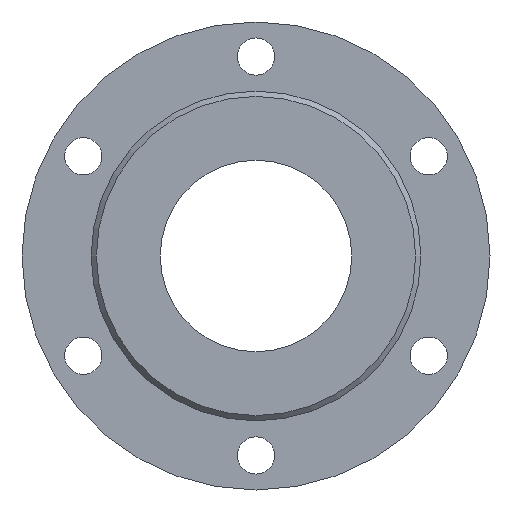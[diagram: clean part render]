
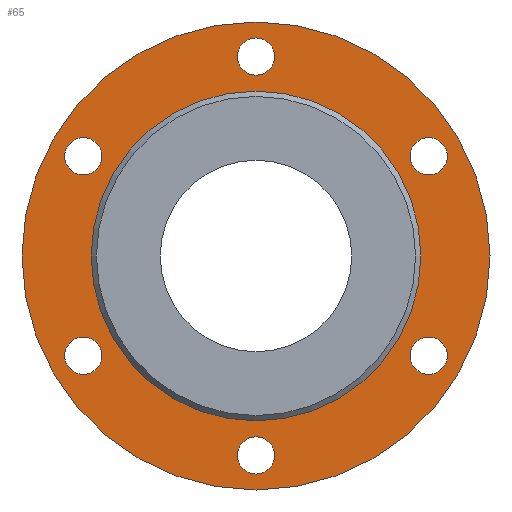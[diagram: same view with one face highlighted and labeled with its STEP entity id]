
A CAD part, front view. The second image highlights one B-rep face of the part: STEP entity #65.
In plain terms, the highlighted planar face has unit normal (0, -1, 0).
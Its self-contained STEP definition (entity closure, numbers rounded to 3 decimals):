
#57=PLANE('',#310);
#65=ADVANCED_FACE('',(#94,#95,#96,#97,#98,#99,#100,#101),#57,.T.);
#94=FACE_BOUND('',#140,.T.);
#95=FACE_BOUND('',#141,.T.);
#96=FACE_BOUND('',#142,.T.);
#97=FACE_BOUND('',#143,.T.);
#98=FACE_BOUND('',#144,.T.);
#99=FACE_BOUND('',#145,.T.);
#100=FACE_BOUND('',#146,.T.);
#101=FACE_BOUND('',#147,.T.);
#140=EDGE_LOOP('',(#186));
#141=EDGE_LOOP('',(#187));
#142=EDGE_LOOP('',(#188));
#143=EDGE_LOOP('',(#189));
#144=EDGE_LOOP('',(#190));
#145=EDGE_LOOP('',(#191));
#146=EDGE_LOOP('',(#192));
#147=EDGE_LOOP('',(#193));
#186=ORIENTED_EDGE('',*,*,#251,.F.);
#187=ORIENTED_EDGE('',*,*,#252,.F.);
#188=ORIENTED_EDGE('',*,*,#253,.F.);
#189=ORIENTED_EDGE('',*,*,#254,.F.);
#190=ORIENTED_EDGE('',*,*,#255,.F.);
#191=ORIENTED_EDGE('',*,*,#256,.F.);
#192=ORIENTED_EDGE('',*,*,#257,.T.);
#193=ORIENTED_EDGE('',*,*,#250,.F.);
#227=VERTEX_POINT('',#436);
#228=VERTEX_POINT('',#439);
#229=VERTEX_POINT('',#441);
#230=VERTEX_POINT('',#443);
#231=VERTEX_POINT('',#445);
#232=VERTEX_POINT('',#447);
#233=VERTEX_POINT('',#449);
#234=VERTEX_POINT('',#451);
#250=EDGE_CURVE('',#227,#227,#273,.T.);
#251=EDGE_CURVE('',#228,#228,#274,.T.);
#252=EDGE_CURVE('',#229,#229,#275,.T.);
#253=EDGE_CURVE('',#230,#230,#276,.T.);
#254=EDGE_CURVE('',#231,#231,#277,.T.);
#255=EDGE_CURVE('',#232,#232,#278,.T.);
#256=EDGE_CURVE('',#233,#233,#279,.T.);
#257=EDGE_CURVE('',#234,#234,#280,.T.);
#273=CIRCLE('',#301,44.);
#274=CIRCLE('',#303,3.5);
#275=CIRCLE('',#304,3.5);
#276=CIRCLE('',#305,3.5);
#277=CIRCLE('',#306,3.5);
#278=CIRCLE('',#307,3.5);
#279=CIRCLE('',#308,3.5);
#280=CIRCLE('',#309,31.);
#301=AXIS2_PLACEMENT_3D('',#435,#358,#359);
#303=AXIS2_PLACEMENT_3D('',#438,#362,#363);
#304=AXIS2_PLACEMENT_3D('',#440,#364,#365);
#305=AXIS2_PLACEMENT_3D('',#442,#366,#367);
#306=AXIS2_PLACEMENT_3D('',#444,#368,#369);
#307=AXIS2_PLACEMENT_3D('',#446,#370,#371);
#308=AXIS2_PLACEMENT_3D('',#448,#372,#373);
#309=AXIS2_PLACEMENT_3D('',#450,#374,#375);
#310=AXIS2_PLACEMENT_3D('',#452,#376,#377);
#358=DIRECTION('',(0.,1.,0.));
#359=DIRECTION('',(0.,0.,1.));
#362=DIRECTION('',(0.,-1.,0.));
#363=DIRECTION('',(0.,0.,-1.));
#364=DIRECTION('',(0.,-1.,0.));
#365=DIRECTION('',(0.,0.,-1.));
#366=DIRECTION('',(0.,-1.,0.));
#367=DIRECTION('',(0.,0.,-1.));
#368=DIRECTION('',(0.,-1.,0.));
#369=DIRECTION('',(0.,0.,-1.));
#370=DIRECTION('',(0.,-1.,0.));
#371=DIRECTION('',(0.,0.,-1.));
#372=DIRECTION('',(0.,-1.,0.));
#373=DIRECTION('',(0.,0.,-1.));
#374=DIRECTION('',(0.,1.,0.));
#375=DIRECTION('',(0.,0.,1.));
#376=DIRECTION('',(0.,-1.,0.));
#377=DIRECTION('',(0.,0.,-1.));
#435=CARTESIAN_POINT('',(0.,25.,0.));
#436=CARTESIAN_POINT('',(0.,25.,44.));
#438=CARTESIAN_POINT('',(-32.476,25.,18.75));
#439=CARTESIAN_POINT('',(-32.476,25.,15.25));
#440=CARTESIAN_POINT('',(-32.476,25.,-18.75));
#441=CARTESIAN_POINT('',(-32.476,25.,-22.25));
#442=CARTESIAN_POINT('',(0.,25.,-37.5));
#443=CARTESIAN_POINT('',(0.,25.,-41.));
#444=CARTESIAN_POINT('',(32.476,25.,-18.75));
#445=CARTESIAN_POINT('',(32.476,25.,-22.25));
#446=CARTESIAN_POINT('',(32.476,25.,18.75));
#447=CARTESIAN_POINT('',(32.476,25.,15.25));
#448=CARTESIAN_POINT('',(0.,25.,37.5));
#449=CARTESIAN_POINT('',(0.,25.,34.));
#450=CARTESIAN_POINT('',(0.,25.,0.));
#451=CARTESIAN_POINT('',(0.,25.,31.));
#452=CARTESIAN_POINT('',(0.,25.,44.));
